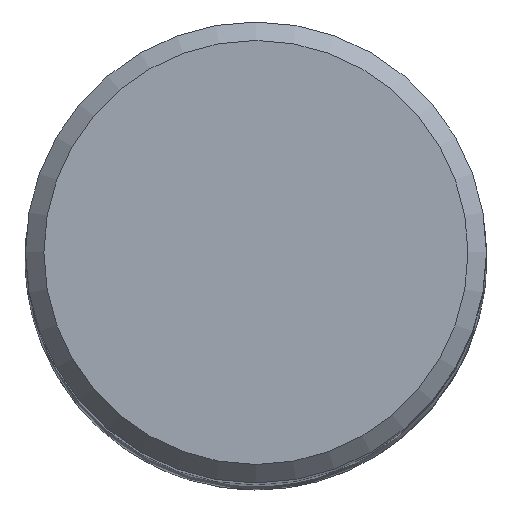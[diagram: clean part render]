
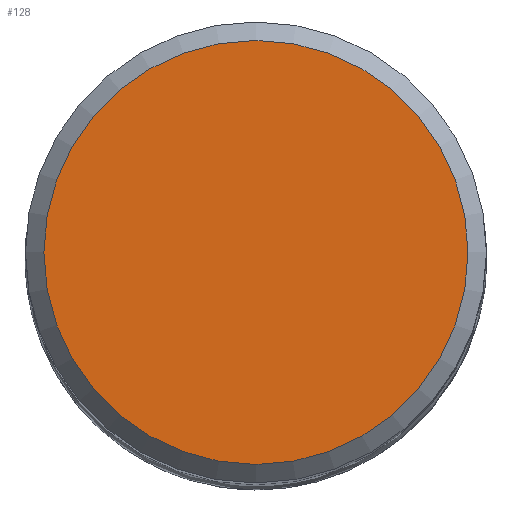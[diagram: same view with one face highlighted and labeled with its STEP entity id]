
A CAD part, top view. The second image highlights one B-rep face of the part: STEP entity #128.
In plain terms, the highlighted planar face has unit normal (0, 0, 1).
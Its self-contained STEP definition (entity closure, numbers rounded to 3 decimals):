
#108=FACE_OUTER_BOUND('',#184,.T.);
#111=PLANE('',#406);
#128=ADVANCED_FACE('CU_SU3',(#108),#111,.F.);
#184=EDGE_LOOP('',(#212));
#212=ORIENTED_EDGE('',*,*,#244,.F.);
#229=VERTEX_POINT('',#561);
#244=EDGE_CURVE('',#229,#229,#258,.T.);
#258=CIRCLE('',#405,11.5);
#405=AXIS2_PLACEMENT_3D('',#560,#484,#485);
#406=AXIS2_PLACEMENT_3D('',#562,#486,#487);
#484=DIRECTION('',(0.,0.,-1.));
#485=DIRECTION('',(-1.,0.,0.));
#486=DIRECTION('',(0.,0.,-1.));
#487=DIRECTION('',(-1.,0.,0.));
#560=CARTESIAN_POINT('',(0.,0.,0.));
#561=CARTESIAN_POINT('',(-11.5,0.,0.));
#562=CARTESIAN_POINT('',(0.,0.,0.));
